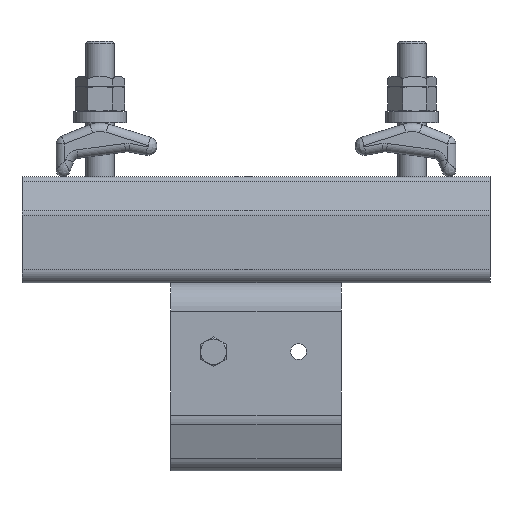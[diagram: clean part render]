
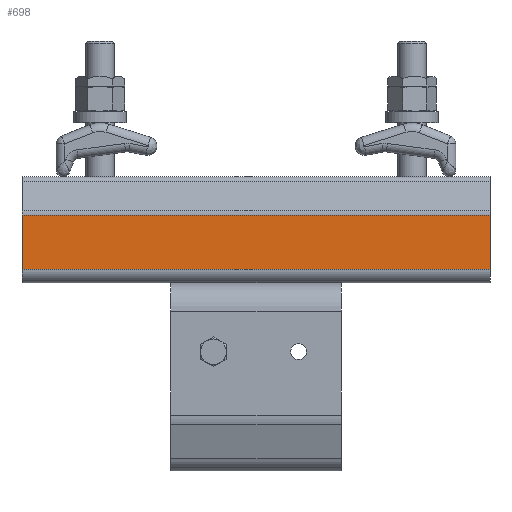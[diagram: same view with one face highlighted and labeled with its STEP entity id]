
A CAD part, front view. The second image highlights one B-rep face of the part: STEP entity #698.
In plain terms, the highlighted face is planar.
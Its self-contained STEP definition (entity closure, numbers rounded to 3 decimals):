
#698=ADVANCED_FACE('',(#1366),#1367,.F.);
#1366=FACE_OUTER_BOUND('',#2256,.T.);
#1367=PLANE('',#2257);
#2256=EDGE_LOOP('',(#3646,#3647,#3648,#3649));
#2257=AXIS2_PLACEMENT_3D('',#3650,#3651,#3652);
#3646=ORIENTED_EDGE('',*,*,#5482,.T.);
#3647=ORIENTED_EDGE('',*,*,#5483,.F.);
#3648=ORIENTED_EDGE('',*,*,#5484,.F.);
#3649=ORIENTED_EDGE('',*,*,#5485,.T.);
#3650=CARTESIAN_POINT('',(40.,27.361,330.));
#3651=DIRECTION('',(-1.,0.,0.));
#3652=DIRECTION('',(0.,1.,0.));
#5482=EDGE_CURVE('',#6412,#6413,#6414,.T.);
#5483=EDGE_CURVE('',#6415,#6413,#6416,.T.);
#5484=EDGE_CURVE('',#6417,#6415,#6418,.T.);
#5485=EDGE_CURVE('',#6417,#6412,#6419,.T.);
#6412=VERTEX_POINT('',#7949);
#6413=VERTEX_POINT('',#7950);
#6414=LINE('',#7951,#7952);
#6415=VERTEX_POINT('',#7953);
#6416=LINE('',#7954,#7955);
#6417=VERTEX_POINT('',#7956);
#6418=LINE('',#7957,#7958);
#6419=LINE('',#7959,#7960);
#7949=CARTESIAN_POINT('',(40.,27.361,0.));
#7950=CARTESIAN_POINT('',(40.,65.5,0.));
#7951=CARTESIAN_POINT('',(40.,27.361,0.));
#7952=VECTOR('',#9610,1.);
#7953=CARTESIAN_POINT('',(40.,65.5,330.));
#7954=CARTESIAN_POINT('',(40.,65.5,330.));
#7955=VECTOR('',#9611,1.);
#7956=CARTESIAN_POINT('',(40.,27.361,330.));
#7957=CARTESIAN_POINT('',(40.,27.361,330.));
#7958=VECTOR('',#9612,1.);
#7959=CARTESIAN_POINT('',(40.,27.361,330.));
#7960=VECTOR('',#9613,1.);
#9610=DIRECTION('',(0.,1.,0.));
#9611=DIRECTION('',(0.,0.,-1.));
#9612=DIRECTION('',(0.,1.,0.));
#9613=DIRECTION('',(0.,0.,-1.));
